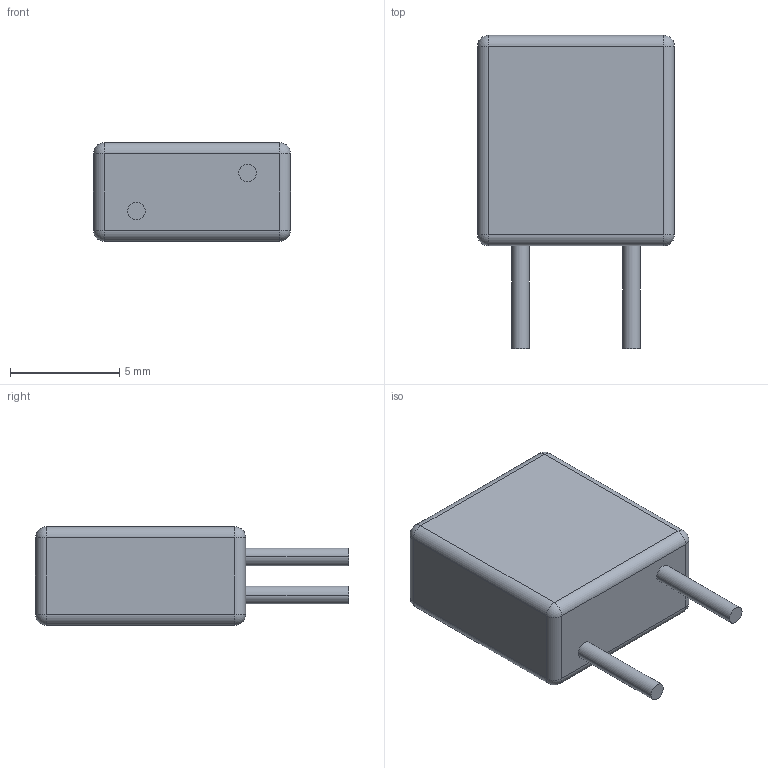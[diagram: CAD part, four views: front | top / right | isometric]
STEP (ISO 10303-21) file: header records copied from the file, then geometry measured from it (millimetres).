
FILE_DESCRIPTION((''),'2;1');
FILE_NAME('CMF-RLC50','2012-08-24T',('ryans'),('Bourns, Inc.'),'PRO/ENGINEER BY PARAMETRIC TECHNOLOGY CORPORATION, 2010100','PRO/ENGINEER BY PARAMETRIC TECHNOLOGY CORPORATION, 2010100','');
FILE_SCHEMA(('CONFIG_CONTROL_DESIGN'));
Length unit declared in the file: millimetre
Products named in the file (1): CMF-RLC50
Bounding box: 9 x 14.3 x 4.5 mm (x, y, z)
Volume: 388.7 mm3; surface area: 343.7 mm2
Topology: 1 solids, 1 shells, 32 faces, 60 edges, 32 vertices
Faces by surface type: cylinder 16, plane 8, sphere 8
Entity records: 822 total; most frequent: DIRECTION 156, CARTESIAN_POINT 124, ORIENTED_EDGE 120, AXIS2_PLACEMENT_3D 64, EDGE_CURVE 60, EDGE_LOOP 34, VERTEX_POINT 32, FACE_OUTER_BOUND 32
